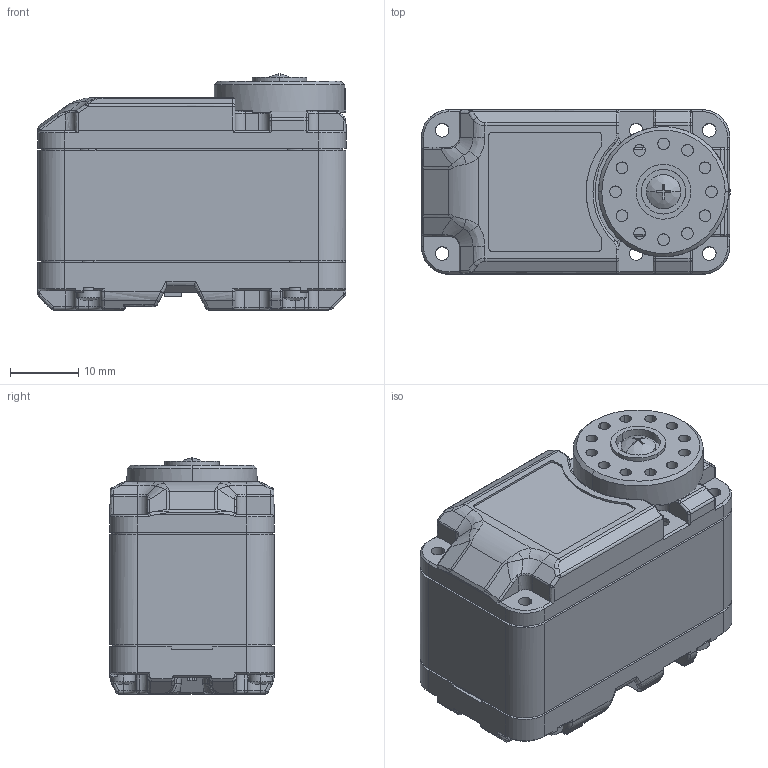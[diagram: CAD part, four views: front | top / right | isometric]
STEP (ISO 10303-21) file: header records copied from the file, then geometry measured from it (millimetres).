
FILE_DESCRIPTION(/* description */ (''),/* implementation_level */ '2;1');
FILE_NAME(/* name */ '[HerkuleX] DRS-0101_DRS-0201',/* time_stamp */ '2012-01-13T14:40:01+09:00',/* author */ (''),/* organization */ (''),/* preprocessor_version */ 'ST-DEVELOPER v10',/* originating_system */ '',/* authorisation */ '');
FILE_SCHEMA (('AUTOMOTIVE_DESIGN_CC2'));
Products named in the file (5): 1; 2; 3; 4; 5
Assembly tree (7 placements, depth 2):
  1
    2
    3
    4
    5  x4
Bounding box: 45.1 x 24 x 34.46 mm (x, y, z)
Volume: 10870.2 mm3; surface area: 21677 mm2
Topology: 10 solids, 23 shells, 2539 faces, 6822 edges, 4370 vertices
Faces by surface type: plane 1345, bspline 1194
Entity records: 78774 total; most frequent: CARTESIAN_POINT 38011, ORIENTED_EDGE 13231, EDGE_CURVE 6646, B_SPLINE_CURVE_WITH_KNOTS 4549, VERTEX_POINT 4268, EDGE_LOOP 2666, ADVANCED_FACE 2476, FACE_OUTER_BOUND 2476
